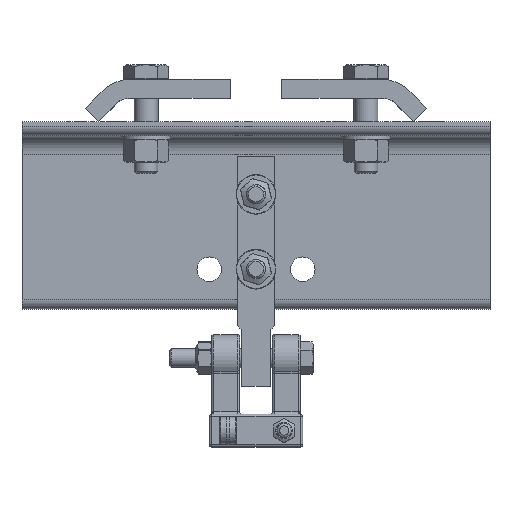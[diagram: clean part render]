
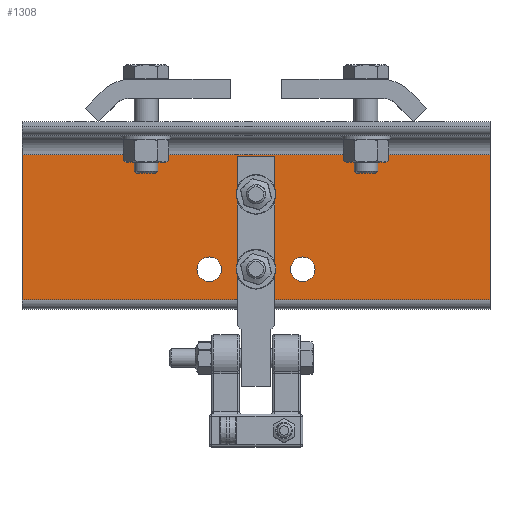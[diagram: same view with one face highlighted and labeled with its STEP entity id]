
A CAD part, top view. The second image highlights one B-rep face of the part: STEP entity #1308.
In plain terms, the highlighted planar face has unit normal (0, 0, 1).
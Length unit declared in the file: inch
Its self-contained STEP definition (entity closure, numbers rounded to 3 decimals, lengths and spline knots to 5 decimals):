
#190=CARTESIAN_POINT('',(-0.92188,-3.9375,-4.625));
#191=VERTEX_POINT('',#190);
#192=CARTESIAN_POINT('',(-1.25,-3.9375,-4.625));
#193=DIRECTION('',(0.0,0.0,-1.0));
#194=DIRECTION('',(-1.0,0.0,0.0));
#195=AXIS2_PLACEMENT_3D('',#192,#193,#194);
#196=CIRCLE('',#195,0.32813);
#197=EDGE_CURVE('',#191,#191,#196,.T.);
#239=CARTESIAN_POINT('',(1.57813,-3.9375,-4.625));
#240=VERTEX_POINT('',#239);
#241=CARTESIAN_POINT('',(1.25,-3.9375,-4.625));
#242=DIRECTION('',(0.0,0.0,-1.0));
#243=DIRECTION('',(-1.0,0.0,0.0));
#244=AXIS2_PLACEMENT_3D('',#241,#242,#243);
#245=CIRCLE('',#244,0.32813);
#246=EDGE_CURVE('',#240,#240,#245,.T.);
#288=CARTESIAN_POINT('',(0.26563,-3.9375,-4.625));
#289=VERTEX_POINT('',#288);
#290=CARTESIAN_POINT('',(0.0,-3.9375,-4.625));
#291=DIRECTION('',(0.0,0.0,-1.0));
#292=DIRECTION('',(-1.0,0.0,0.0));
#293=AXIS2_PLACEMENT_3D('',#290,#291,#292);
#294=CIRCLE('',#293,0.26563);
#295=EDGE_CURVE('',#289,#289,#294,.T.);
#337=CARTESIAN_POINT('',(0.26563,-1.9375,-4.625));
#338=VERTEX_POINT('',#337);
#339=CARTESIAN_POINT('',(0.0,-1.9375,-4.625));
#340=DIRECTION('',(0.0,0.0,-1.0));
#341=DIRECTION('',(-1.0,0.0,0.0));
#342=AXIS2_PLACEMENT_3D('',#339,#340,#341);
#343=CIRCLE('',#342,0.26563);
#344=EDGE_CURVE('',#338,#338,#343,.T.);
#981=CARTESIAN_POINT('',(6.25,-0.875,-4.625));
#982=VERTEX_POINT('',#981);
#1000=CARTESIAN_POINT('',(-6.25,-0.875,-4.625));
#1001=VERTEX_POINT('',#1000);
#1009=CARTESIAN_POINT('',(-6.25,-0.875,-4.625));
#1010=DIRECTION('',(1.0,0.0,0.0));
#1011=VECTOR('',#1010,12.5);
#1012=LINE('',#1009,#1011);
#1013=EDGE_CURVE('',#1001,#982,#1012,.T.);
#1102=CARTESIAN_POINT('',(-6.25,-4.75,-4.625));
#1103=VERTEX_POINT('',#1102);
#1121=CARTESIAN_POINT('',(6.25,-4.75,-4.625));
#1122=VERTEX_POINT('',#1121);
#1130=CARTESIAN_POINT('',(6.25,-4.75,-4.625));
#1131=DIRECTION('',(-1.0,0.0,0.0));
#1132=VECTOR('',#1131,12.5);
#1133=LINE('',#1130,#1132);
#1134=EDGE_CURVE('',#1122,#1103,#1133,.T.);
#1176=CARTESIAN_POINT('',(-6.25,-0.875,-4.625));
#1177=DIRECTION('',(0.0,-1.0,0.0));
#1178=VECTOR('',#1177,3.875);
#1179=LINE('',#1176,#1178);
#1180=EDGE_CURVE('',#1001,#1103,#1179,.T.);
#1280=CARTESIAN_POINT('',(0.0,-5.,-4.625));
#1281=DIRECTION('',(0.0,0.0,1.0));
#1282=DIRECTION('',(1.0,0.0,0.0));
#1283=AXIS2_PLACEMENT_3D('',#1280,#1281,#1282);
#1284=PLANE('',#1283);
#1285=ORIENTED_EDGE('',*,*,#1013,.F.);
#1286=ORIENTED_EDGE('',*,*,#1180,.T.);
#1287=ORIENTED_EDGE('',*,*,#1134,.F.);
#1288=CARTESIAN_POINT('',(6.25,-4.75,-4.625));
#1289=DIRECTION('',(0.0,1.0,0.0));
#1290=VECTOR('',#1289,3.875);
#1291=LINE('',#1288,#1290);
#1292=EDGE_CURVE('',#1122,#982,#1291,.T.);
#1293=ORIENTED_EDGE('',*,*,#1292,.T.);
#1294=EDGE_LOOP('',(#1285,#1286,#1287,#1293));
#1295=FACE_OUTER_BOUND('',#1294,.T.);
#1296=ORIENTED_EDGE('',*,*,#197,.T.);
#1297=EDGE_LOOP('',(#1296));
#1298=FACE_BOUND('',#1297,.T.);
#1299=ORIENTED_EDGE('',*,*,#246,.T.);
#1300=EDGE_LOOP('',(#1299));
#1301=FACE_BOUND('',#1300,.T.);
#1302=ORIENTED_EDGE('',*,*,#295,.T.);
#1303=EDGE_LOOP('',(#1302));
#1304=FACE_BOUND('',#1303,.T.);
#1305=ORIENTED_EDGE('',*,*,#344,.T.);
#1306=EDGE_LOOP('',(#1305));
#1307=FACE_BOUND('',#1306,.T.);
#1308=ADVANCED_FACE('',(#1295,#1298,#1301,#1304,#1307),#1284,.T.);
